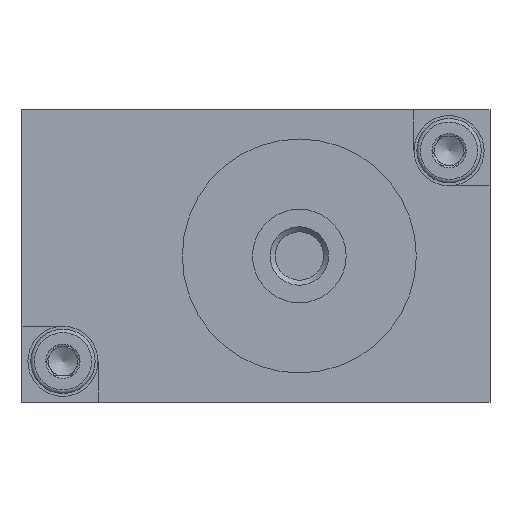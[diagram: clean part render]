
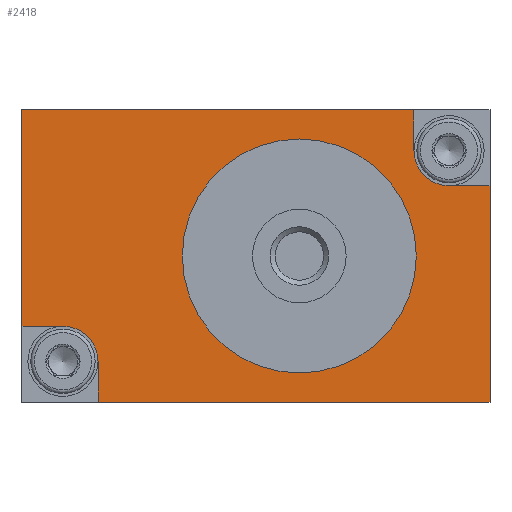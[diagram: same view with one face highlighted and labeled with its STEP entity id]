
A CAD part, front view. The second image highlights one B-rep face of the part: STEP entity #2418.
In plain terms, the highlighted planar face has unit normal (0, -1, 0).
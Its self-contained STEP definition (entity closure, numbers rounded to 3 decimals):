
#390=CIRCLE('',#2551,3.);
#392=CIRCLE('',#2555,4.);
#393=CIRCLE('',#2556,4.);
#394=CIRCLE('',#2557,3.);
#532=VERTEX_POINT('',#3420);
#533=VERTEX_POINT('',#3421);
#537=VERTEX_POINT('',#3430);
#538=VERTEX_POINT('',#3432);
#540=VERTEX_POINT('',#3439);
#541=VERTEX_POINT('',#3440);
#542=VERTEX_POINT('',#3443);
#543=VERTEX_POINT('',#3444);
#544=VERTEX_POINT('',#3446);
#545=VERTEX_POINT('',#3448);
#546=VERTEX_POINT('',#3452);
#547=VERTEX_POINT('',#3454);
#750=VECTOR('',#2817,1.);
#754=VECTOR('',#2826,1.);
#755=VECTOR('',#2829,1.);
#756=VECTOR('',#2830,1.);
#757=VECTOR('',#2831,1.);
#758=VECTOR('',#2832,1.);
#759=VECTOR('',#2833,1.);
#760=VECTOR('',#2834,1.);
#933=LINE('',#3431,#750);
#937=LINE('',#3442,#754);
#938=LINE('',#3447,#755);
#939=LINE('',#3449,#756);
#940=LINE('',#3450,#757);
#941=LINE('',#3451,#758);
#942=LINE('',#3453,#759);
#943=LINE('',#3455,#760);
#1113=EDGE_CURVE('',#532,#533,#390,.T.);
#1118=EDGE_CURVE('',#537,#538,#933,.T.);
#1122=EDGE_CURVE('',#540,#541,#392,.T.);
#1123=EDGE_CURVE('',#541,#540,#393,.T.);
#1124=EDGE_CURVE('',#542,#543,#937,.T.);
#1125=EDGE_CURVE('',#543,#544,#394,.T.);
#1126=EDGE_CURVE('',#544,#545,#938,.T.);
#1127=EDGE_CURVE('',#538,#545,#939,.T.);
#1128=EDGE_CURVE('',#537,#532,#940,.T.);
#1129=EDGE_CURVE('',#533,#546,#941,.T.);
#1130=EDGE_CURVE('',#547,#546,#942,.T.);
#1131=EDGE_CURVE('',#542,#547,#943,.T.);
#1443=ORIENTED_EDGE('',*,*,#1122,.F.);
#1444=ORIENTED_EDGE('',*,*,#1123,.F.);
#1445=ORIENTED_EDGE('',*,*,#1124,.T.);
#1446=ORIENTED_EDGE('',*,*,#1125,.T.);
#1447=ORIENTED_EDGE('',*,*,#1126,.T.);
#1448=ORIENTED_EDGE('',*,*,#1127,.F.);
#1449=ORIENTED_EDGE('',*,*,#1118,.F.);
#1450=ORIENTED_EDGE('',*,*,#1128,.T.);
#1451=ORIENTED_EDGE('',*,*,#1113,.T.);
#1452=ORIENTED_EDGE('',*,*,#1129,.T.);
#1453=ORIENTED_EDGE('',*,*,#1130,.F.);
#1454=ORIENTED_EDGE('',*,*,#1131,.F.);
#2072=EDGE_LOOP('',(#1443,#1444));
#2073=EDGE_LOOP('',(#1445,#1446,#1447,#1448,#1449,#1450,#1451,#1452,#1453,
#1454));
#2245=FACE_BOUND('',#2072,.T.);
#2246=FACE_BOUND('',#2073,.T.);
#2418=ADVANCED_FACE('',(#2245,#2246),#4318,.F.);
#2551=AXIS2_PLACEMENT_3D('',#3419,#2809,#2810);
#2554=AXIS2_PLACEMENT_3D('',#3437,#2821,$);
#2555=AXIS2_PLACEMENT_3D('',#3438,#2822,#2823);
#2556=AXIS2_PLACEMENT_3D('',#3441,#2824,#2825);
#2557=AXIS2_PLACEMENT_3D('',#3445,#2827,#2828);
#2809=DIRECTION('',(0.,1.,0.));
#2810=DIRECTION('',(3.,0.,0.));
#2817=DIRECTION('',(0.,0.,-1.));
#2821=DIRECTION('',(0.,1.,0.));
#2822=DIRECTION('',(0.,-1.,0.));
#2823=DIRECTION('',(0.,0.,4.));
#2824=DIRECTION('',(0.,-1.,0.));
#2825=DIRECTION('',(0.,0.,4.));
#2826=DIRECTION('',(1.,0.,0.));
#2827=DIRECTION('',(0.,1.,0.));
#2828=DIRECTION('',(3.,0.,0.));
#2829=DIRECTION('',(0.,0.,-1.));
#2830=DIRECTION('',(-1.,0.,0.));
#2831=DIRECTION('',(-1.,0.,0.));
#2832=DIRECTION('',(0.,0.,1.));
#2833=DIRECTION('',(1.,0.,0.));
#2834=DIRECTION('',(0.,0.,1.));
#3419=CARTESIAN_POINT('',(36.5,0.,-3.5));
#3420=CARTESIAN_POINT('',(36.5,0.,-6.5));
#3421=CARTESIAN_POINT('',(33.5,0.,-3.5));
#3430=CARTESIAN_POINT('',(40.,0.,-6.5));
#3431=CARTESIAN_POINT('',(40.,0.,-6.5));
#3432=CARTESIAN_POINT('',(40.,0.,-25.));
#3437=CARTESIAN_POINT('',(0.,0.,0.));
#3438=CARTESIAN_POINT('',(16.3,0.,-12.5));
#3439=CARTESIAN_POINT('',(16.3,0.,-16.5));
#3440=CARTESIAN_POINT('',(16.3,0.,-8.5));
#3441=CARTESIAN_POINT('',(16.3,0.,-12.5));
#3442=CARTESIAN_POINT('',(0.,0.,-18.5));
#3443=CARTESIAN_POINT('',(0.,0.,-18.5));
#3444=CARTESIAN_POINT('',(3.5,0.,-18.5));
#3445=CARTESIAN_POINT('',(3.5,0.,-21.5));
#3446=CARTESIAN_POINT('',(6.5,0.,-21.5));
#3447=CARTESIAN_POINT('',(6.5,0.,-21.5));
#3448=CARTESIAN_POINT('',(6.5,0.,-25.));
#3449=CARTESIAN_POINT('',(40.,0.,-25.));
#3450=CARTESIAN_POINT('',(40.,0.,-6.5));
#3451=CARTESIAN_POINT('',(33.5,0.,-3.5));
#3452=CARTESIAN_POINT('',(33.5,0.,0.));
#3453=CARTESIAN_POINT('',(0.,0.,0.));
#3454=CARTESIAN_POINT('',(0.,0.,0.));
#3455=CARTESIAN_POINT('',(0.,0.,-18.5));
#4318=PLANE('',#2554);
